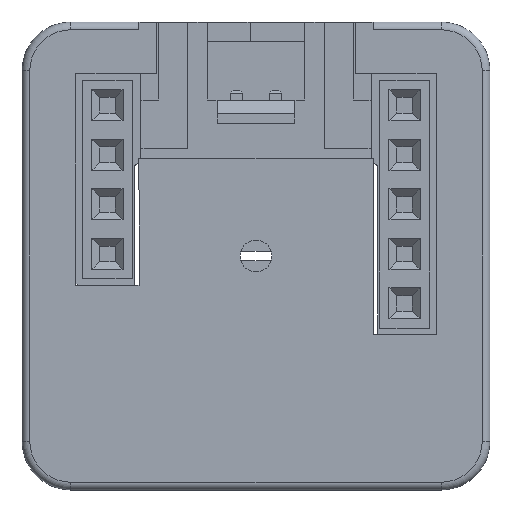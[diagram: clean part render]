
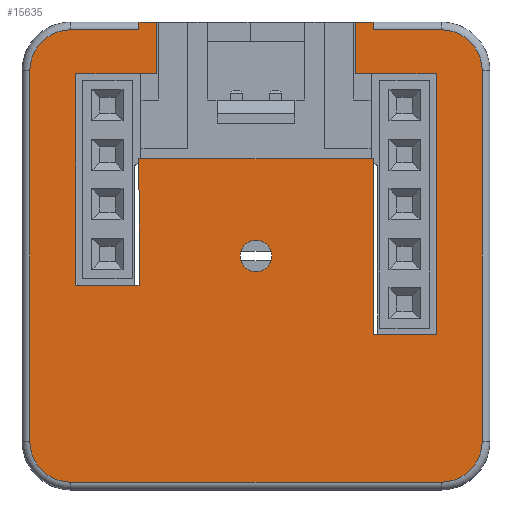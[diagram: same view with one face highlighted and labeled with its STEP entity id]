
A CAD part, front view. The second image highlights one B-rep face of the part: STEP entity #15635.
In plain terms, the highlighted planar face has unit normal (0, -1, 0).
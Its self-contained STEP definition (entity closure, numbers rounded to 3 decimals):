
#738=CIRCLE('',#17025,2.1);
#740=CIRCLE('',#17028,2.1);
#746=CIRCLE('',#17037,2.1);
#748=CIRCLE('',#17041,2.1);
#750=CIRCLE('',#17045,0.812);
#852=FACE_BOUND('',#2580,.T.);
#1662=FACE_OUTER_BOUND('',#2579,.T.);
#2579=EDGE_LOOP('',(#13481,#13482,#13483,#13484,#13485,#13486,#13487,#13488,
#13489,#13490,#13491,#13492,#13493,#13494,#13495,#13496,#13497,#13498,#13499,
#13500,#13501,#13502,#13503,#13504));
#2580=EDGE_LOOP('',(#13505));
#4145=LINE('',#25519,#5881);
#4147=LINE('',#25526,#5883);
#4156=LINE('',#25546,#5892);
#4160=LINE('',#25557,#5896);
#4163=LINE('',#25567,#5899);
#4165=LINE('',#25585,#5901);
#4166=LINE('',#25590,#5902);
#4169=LINE('',#25600,#5905);
#4170=LINE('',#25608,#5906);
#4172=LINE('',#25611,#5908);
#4173=LINE('',#25613,#5909);
#4174=LINE('',#25615,#5910);
#4175=LINE('',#25617,#5911);
#4176=LINE('',#25619,#5912);
#4177=LINE('',#25621,#5913);
#4178=LINE('',#25623,#5914);
#4179=LINE('',#25625,#5915);
#4180=LINE('',#25627,#5916);
#4181=LINE('',#25628,#5917);
#4182=LINE('',#25629,#5918);
#5881=VECTOR('',#20982,10.);
#5883=VECTOR('',#20988,10.);
#5892=VECTOR('',#21003,10.);
#5896=VECTOR('',#21011,10.);
#5899=VECTOR('',#21020,10.);
#5901=VECTOR('',#21042,10.);
#5902=VECTOR('',#21047,10.);
#5905=VECTOR('',#21060,10.);
#5906=VECTOR('',#21071,10.);
#5908=VECTOR('',#21075,10.);
#5909=VECTOR('',#21076,10.);
#5910=VECTOR('',#21077,10.);
#5911=VECTOR('',#21078,10.);
#5912=VECTOR('',#21079,10.);
#5913=VECTOR('',#21080,10.);
#5914=VECTOR('',#21081,10.);
#5915=VECTOR('',#21082,10.);
#5916=VECTOR('',#21083,10.);
#5917=VECTOR('',#21084,10.);
#5918=VECTOR('',#21085,10.);
#7303=VERTEX_POINT('',#25511);
#7306=VERTEX_POINT('',#25517);
#7308=VERTEX_POINT('',#25522);
#7309=VERTEX_POINT('',#25524);
#7316=VERTEX_POINT('',#25543);
#7317=VERTEX_POINT('',#25545);
#7320=VERTEX_POINT('',#25553);
#7322=VERTEX_POINT('',#25556);
#7323=VERTEX_POINT('',#25560);
#7326=VERTEX_POINT('',#25565);
#7327=VERTEX_POINT('',#25569);
#7330=VERTEX_POINT('',#25576);
#7331=VERTEX_POINT('',#25581);
#7334=VERTEX_POINT('',#25588);
#7335=VERTEX_POINT('',#25593);
#7338=VERTEX_POINT('',#25603);
#7339=VERTEX_POINT('',#25612);
#7340=VERTEX_POINT('',#25614);
#7341=VERTEX_POINT('',#25616);
#7342=VERTEX_POINT('',#25618);
#7343=VERTEX_POINT('',#25620);
#7344=VERTEX_POINT('',#25622);
#7345=VERTEX_POINT('',#25624);
#7346=VERTEX_POINT('',#25626);
#7347=VERTEX_POINT('',#25630);
#9389=EDGE_CURVE('',#7306,#7303,#4145,.T.);
#9392=EDGE_CURVE('',#7309,#7308,#4147,.T.);
#9401=EDGE_CURVE('',#7316,#7317,#4156,.T.);
#9406=EDGE_CURVE('',#7320,#7322,#4160,.T.);
#9411=EDGE_CURVE('',#7326,#7323,#4163,.T.);
#9414=EDGE_CURVE('',#7323,#7327,#738,.T.);
#9416=EDGE_CURVE('',#7330,#7326,#740,.T.);
#9420=EDGE_CURVE('',#7327,#7331,#4165,.T.);
#9422=EDGE_CURVE('',#7334,#7330,#4166,.T.);
#9426=EDGE_CURVE('',#7331,#7335,#746,.T.);
#9428=EDGE_CURVE('',#7335,#7320,#4169,.T.);
#9430=EDGE_CURVE('',#7338,#7334,#748,.T.);
#9432=EDGE_CURVE('',#7308,#7338,#4170,.T.);
#9434=EDGE_CURVE('',#7309,#7303,#4172,.T.);
#9435=EDGE_CURVE('',#7339,#7306,#4173,.T.);
#9436=EDGE_CURVE('',#7339,#7340,#4174,.T.);
#9437=EDGE_CURVE('',#7340,#7341,#4175,.T.);
#9438=EDGE_CURVE('',#7341,#7342,#4176,.T.);
#9439=EDGE_CURVE('',#7342,#7343,#4177,.T.);
#9440=EDGE_CURVE('',#7343,#7344,#4178,.T.);
#9441=EDGE_CURVE('',#7344,#7345,#4179,.T.);
#9442=EDGE_CURVE('',#7345,#7346,#4180,.T.);
#9443=EDGE_CURVE('',#7346,#7317,#4181,.T.);
#9444=EDGE_CURVE('',#7322,#7316,#4182,.T.);
#9445=EDGE_CURVE('',#7347,#7347,#750,.F.);
#13481=ORIENTED_EDGE('',*,*,#9428,.F.);
#13482=ORIENTED_EDGE('',*,*,#9426,.F.);
#13483=ORIENTED_EDGE('',*,*,#9420,.F.);
#13484=ORIENTED_EDGE('',*,*,#9414,.F.);
#13485=ORIENTED_EDGE('',*,*,#9411,.F.);
#13486=ORIENTED_EDGE('',*,*,#9416,.F.);
#13487=ORIENTED_EDGE('',*,*,#9422,.F.);
#13488=ORIENTED_EDGE('',*,*,#9430,.F.);
#13489=ORIENTED_EDGE('',*,*,#9432,.F.);
#13490=ORIENTED_EDGE('',*,*,#9392,.F.);
#13491=ORIENTED_EDGE('',*,*,#9434,.T.);
#13492=ORIENTED_EDGE('',*,*,#9389,.F.);
#13493=ORIENTED_EDGE('',*,*,#9435,.F.);
#13494=ORIENTED_EDGE('',*,*,#9436,.T.);
#13495=ORIENTED_EDGE('',*,*,#9437,.T.);
#13496=ORIENTED_EDGE('',*,*,#9438,.T.);
#13497=ORIENTED_EDGE('',*,*,#9439,.T.);
#13498=ORIENTED_EDGE('',*,*,#9440,.T.);
#13499=ORIENTED_EDGE('',*,*,#9441,.T.);
#13500=ORIENTED_EDGE('',*,*,#9442,.T.);
#13501=ORIENTED_EDGE('',*,*,#9443,.T.);
#13502=ORIENTED_EDGE('',*,*,#9401,.F.);
#13503=ORIENTED_EDGE('',*,*,#9444,.F.);
#13504=ORIENTED_EDGE('',*,*,#9406,.F.);
#13505=ORIENTED_EDGE('',*,*,#9445,.T.);
#14782=PLANE('',#17044);
#15635=ADVANCED_FACE('',(#1662,#852),#14782,.F.);
#17025=AXIS2_PLACEMENT_3D('',#25573,#21027,#21028);
#17028=AXIS2_PLACEMENT_3D('',#25578,#21033,#21034);
#17037=AXIS2_PLACEMENT_3D('',#25597,#21055,#21056);
#17041=AXIS2_PLACEMENT_3D('',#25605,#21065,#21066);
#17044=AXIS2_PLACEMENT_3D('',#25610,#21073,#21074);
#17045=AXIS2_PLACEMENT_3D('',#25631,#21086,#21087);
#20982=DIRECTION('',(0.,0.,1.));
#20988=DIRECTION('',(0.,0.,-1.));
#21003=DIRECTION('',(0.,0.,-1.));
#21011=DIRECTION('',(0.,0.,1.));
#21020=DIRECTION('',(-1.,0.,0.));
#21027=DIRECTION('center_axis',(0.,1.,0.));
#21028=DIRECTION('ref_axis',(-0.707,0.,-0.707));
#21033=DIRECTION('center_axis',(0.,1.,0.));
#21034=DIRECTION('ref_axis',(0.707,0.,-0.707));
#21042=DIRECTION('',(0.,0.,1.));
#21047=DIRECTION('',(0.,0.,-1.));
#21055=DIRECTION('center_axis',(0.,1.,0.));
#21056=DIRECTION('ref_axis',(-0.707,0.,0.707));
#21060=DIRECTION('',(1.,0.,0.));
#21065=DIRECTION('center_axis',(0.,1.,0.));
#21066=DIRECTION('ref_axis',(0.707,0.,0.707));
#21071=DIRECTION('',(1.,0.,0.));
#21073=DIRECTION('center_axis',(0.,1.,0.));
#21074=DIRECTION('ref_axis',(1.,0.,0.));
#21075=DIRECTION('',(-1.,0.,0.));
#21076=DIRECTION('',(-1.,0.,0.));
#21077=DIRECTION('',(0.,0.,-1.));
#21078=DIRECTION('',(-1.,0.,0.));
#21079=DIRECTION('',(0.,0.,1.));
#21080=DIRECTION('',(-1.,0.,0.));
#21081=DIRECTION('',(0.,0.,-1.));
#21082=DIRECTION('',(-1.,0.,0.));
#21083=DIRECTION('',(0.,0.,1.));
#21084=DIRECTION('',(1.,0.,0.));
#21085=DIRECTION('',(1.,0.,0.));
#21086=DIRECTION('center_axis',(0.,-1.,0.));
#21087=DIRECTION('ref_axis',(1.,0.,0.));
#25511=CARTESIAN_POINT('',(5.1,0.,12.));
#25517=CARTESIAN_POINT('',(5.1,0.,9.35));
#25519=CARTESIAN_POINT('',(5.1,0.,12.));
#25522=CARTESIAN_POINT('',(6.,0.,11.6));
#25524=CARTESIAN_POINT('',(6.,0.,12.));
#25526=CARTESIAN_POINT('',(6.,0.,12.));
#25543=CARTESIAN_POINT('',(-5.1,0.,12.));
#25545=CARTESIAN_POINT('',(-5.1,0.,9.35));
#25546=CARTESIAN_POINT('',(-5.1,0.,9.35));
#25553=CARTESIAN_POINT('',(-6.,0.,11.6));
#25556=CARTESIAN_POINT('',(-6.,0.,12.));
#25557=CARTESIAN_POINT('',(-6.,0.,9.35));
#25560=CARTESIAN_POINT('',(-9.5,0.,-11.6));
#25565=CARTESIAN_POINT('',(9.5,0.,-11.6));
#25567=CARTESIAN_POINT('',(4.75,0.,-11.6));
#25569=CARTESIAN_POINT('',(-11.6,0.,-9.5));
#25573=CARTESIAN_POINT('Origin',(-9.5,0.,-9.5));
#25576=CARTESIAN_POINT('',(11.6,0.,-9.5));
#25578=CARTESIAN_POINT('Origin',(9.5,0.,-9.5));
#25581=CARTESIAN_POINT('',(-11.6,0.,9.5));
#25585=CARTESIAN_POINT('',(-11.6,0.,-4.75));
#25588=CARTESIAN_POINT('',(11.6,0.,9.5));
#25590=CARTESIAN_POINT('',(11.6,0.,4.75));
#25593=CARTESIAN_POINT('',(-9.5,0.,11.6));
#25597=CARTESIAN_POINT('Origin',(-9.5,0.,9.5));
#25600=CARTESIAN_POINT('',(-4.75,0.,11.6));
#25603=CARTESIAN_POINT('',(9.5,0.,11.6));
#25605=CARTESIAN_POINT('Origin',(9.5,0.,9.5));
#25608=CARTESIAN_POINT('',(-4.75,0.,11.6));
#25610=CARTESIAN_POINT('Origin',(0.,0.,0.));
#25611=CARTESIAN_POINT('',(6.,0.,12.));
#25612=CARTESIAN_POINT('',(9.24,0.,9.35));
#25613=CARTESIAN_POINT('',(6.,0.,9.35));
#25614=CARTESIAN_POINT('',(9.24,0.,-4.05));
#25615=CARTESIAN_POINT('',(9.24,0.,4.675));
#25616=CARTESIAN_POINT('',(6.,0.,-4.05));
#25617=CARTESIAN_POINT('',(4.62,0.,-4.05));
#25618=CARTESIAN_POINT('',(6.,0.,5.));
#25619=CARTESIAN_POINT('',(6.,0.,-2.025));
#25620=CARTESIAN_POINT('',(-6.,0.,5.));
#25621=CARTESIAN_POINT('',(3.,0.,5.));
#25622=CARTESIAN_POINT('',(-6.,0.,-1.51));
#25623=CARTESIAN_POINT('',(-6.,0.,4.675));
#25624=CARTESIAN_POINT('',(-9.24,0.,-1.51));
#25625=CARTESIAN_POINT('',(-3.,0.,-1.51));
#25626=CARTESIAN_POINT('',(-9.24,0.,9.35));
#25627=CARTESIAN_POINT('',(-9.24,0.,-0.755));
#25628=CARTESIAN_POINT('',(-6.,0.,9.35));
#25629=CARTESIAN_POINT('',(-6.,0.,12.));
#25630=CARTESIAN_POINT('',(-0.812,0.,0.));
#25631=CARTESIAN_POINT('Origin',(0.,0.,0.));
